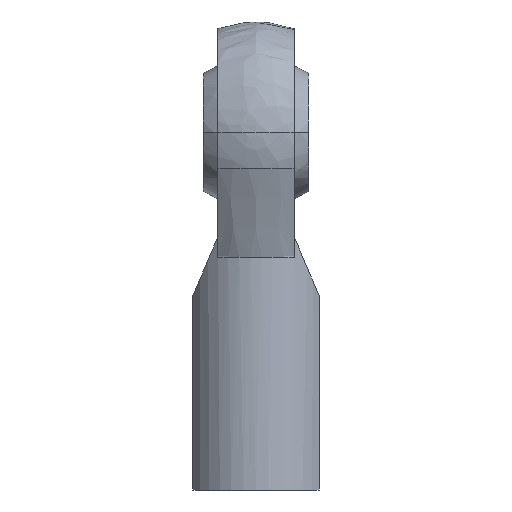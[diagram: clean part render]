
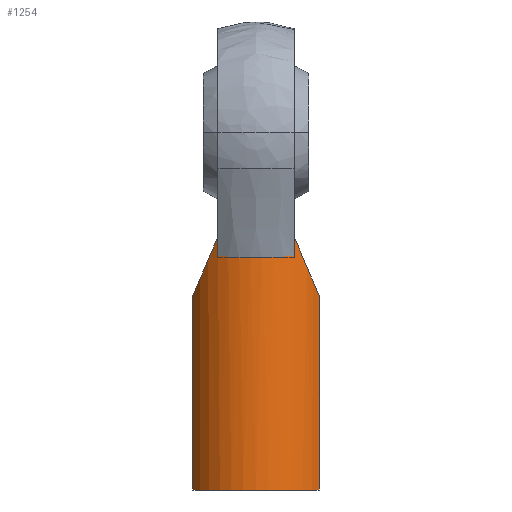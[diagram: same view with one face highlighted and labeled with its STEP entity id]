
A CAD part, left-side view. The second image highlights one B-rep face of the part: STEP entity #1254.
In plain terms, the highlighted cylindrical face has radius 11.113 mm (diameter 22.225 mm), a partial arc.
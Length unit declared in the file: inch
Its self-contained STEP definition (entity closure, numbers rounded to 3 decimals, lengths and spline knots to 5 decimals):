
#8 = EDGE_CURVE ( 'NONE', #1437, #1240, #1019, .T. ) ;
#66 = ORIENTED_EDGE ( 'NONE', *, *, #997, .F. ) ;
#164 = CARTESIAN_POINT ( 'NONE',  ( -0.28664, -0.33817, -0.88307 ) ) ;
#209 = CARTESIAN_POINT ( 'NONE',  ( -0.28664, 0.33817, -0.88307 ) ) ;
#267 = ORIENTED_EDGE ( 'NONE', *, *, #8, .F. ) ;
#270 = AXIS2_PLACEMENT_3D ( 'NONE', #1234, #1402, #953 ) ;
#300 = VERTEX_POINT ( 'NONE', #1306 ) ;
#317 = DIRECTION ( 'NONE',  ( 0., 0., -1. ) ) ;
#321 = ORIENTED_EDGE ( 'NONE', *, *, #640, .F. ) ;
#345 = CARTESIAN_POINT ( 'NONE',  ( -0.22535, -0.375, -2.125 ) ) ;
#351 = CARTESIAN_POINT ( 'NONE',  ( -0.3743, 0.2265, -0.62 ) ) ;
#387 = CARTESIAN_POINT ( 'NONE',  ( -0.22535, 0.375, -1.063 ) ) ;
#409 = DIRECTION ( 'NONE',  ( 0., 0., 1. ) ) ;
#441 = EDGE_LOOP ( 'NONE', ( #550, #1053, #66, #1171, #321, #267 ) ) ;
#477 = LINE ( 'NONE', #787, #1504 ) ;
#509 = CARTESIAN_POINT ( 'NONE',  ( -0.22535, 0.375, -0.96984 ) ) ;
#550 = ORIENTED_EDGE ( 'NONE', *, *, #1296, .F. ) ;
#559 = AXIS2_PLACEMENT_3D ( 'NONE', #924, #317, #1063 ) ;
#586 = CARTESIAN_POINT ( 'NONE',  ( -0.22535, -0.375, -0.96984 ) ) ;
#640 = EDGE_CURVE ( 'NONE', #1240, #300, #1628, .T. ) ;
#654 = CARTESIAN_POINT ( 'NONE',  ( -0.3743, 0.2265, -0.62 ) ) ;
#787 = CARTESIAN_POINT ( 'NONE',  ( -0.22535, -0.375, -1.063 ) ) ;
#850 = AXIS2_PLACEMENT_3D ( 'NONE', #863, #409, #1136 ) ;
#854 = VERTEX_POINT ( 'NONE', #1147 ) ;
#860 = DIRECTION ( 'NONE',  ( 0., 0., 1. ) ) ;
#863 = CARTESIAN_POINT ( 'NONE',  ( 0., 0., -0.62 ) ) ;
#912 = CARTESIAN_POINT ( 'NONE',  ( -0.22535, 0.375, -2.125 ) ) ;
#924 = CARTESIAN_POINT ( 'NONE',  ( 0., 0., -2.125 ) ) ;
#953 = DIRECTION ( 'NONE',  ( 1., 0., 0. ) ) ;
#967 = CYLINDRICAL_SURFACE ( 'NONE', #270, 0.4375 ) ;
#997 = EDGE_CURVE ( 'NONE', #854, #1055, #477, .T. ) ;
#1019 =( BOUNDED_CURVE ( )  B_SPLINE_CURVE ( 3, ( #509, #209, #1099, #654 ),
 .UNSPECIFIED., .F., .F. ) 
 B_SPLINE_CURVE_WITH_KNOTS ( ( 4, 4 ),
 ( 3.68269, 4.16821 ),
 .UNSPECIFIED. ) 
 CURVE ( )  GEOMETRIC_REPRESENTATION_ITEM ( )  RATIONAL_B_SPLINE_CURVE ( ( 1., 0.98, 0.98, 1. ) ) 
 REPRESENTATION_ITEM ( '' )  );
#1053 = ORIENTED_EDGE ( 'NONE', *, *, #1887, .F. ) ;
#1055 = VERTEX_POINT ( 'NONE', #345 ) ;
#1063 = DIRECTION ( 'NONE',  ( 1., 0., 0. ) ) ;
#1099 = CARTESIAN_POINT ( 'NONE',  ( -0.33728, 0.28768, -0.76413 ) ) ;
#1136 = DIRECTION ( 'NONE',  ( 1., 0., 0. ) ) ;
#1142 = CIRCLE ( 'NONE', #559, 0.4375 ) ;
#1147 = CARTESIAN_POINT ( 'NONE',  ( -0.22535, -0.375, -0.96984 ) ) ;
#1171 = ORIENTED_EDGE ( 'NONE', *, *, #1662, .F. ) ;
#1234 = CARTESIAN_POINT ( 'NONE',  ( 0., 0., -1.3725 ) ) ;
#1240 = VERTEX_POINT ( 'NONE', #351 ) ;
#1254 = ADVANCED_FACE ( 'NONE', ( #1575 ), #967, .T. ) ;
#1296 = EDGE_CURVE ( 'NONE', #1871, #1437, #1382, .T. ) ;
#1306 = CARTESIAN_POINT ( 'NONE',  ( -0.3743, -0.2265, -0.62 ) ) ;
#1307 =( BOUNDED_CURVE ( )  B_SPLINE_CURVE ( 3, ( #1612, #1632, #164, #586 ),
 .UNSPECIFIED., .F., .T. ) 
 B_SPLINE_CURVE_WITH_KNOTS ( ( 4, 4 ),
 ( 2.11497, 2.60049 ),
 .UNSPECIFIED. ) 
 CURVE ( )  GEOMETRIC_REPRESENTATION_ITEM ( )  RATIONAL_B_SPLINE_CURVE ( ( 1., 0.98, 0.98, 1. ) ) 
 REPRESENTATION_ITEM ( '' )  );
#1382 = LINE ( 'NONE', #387, #1683 ) ;
#1402 = DIRECTION ( 'NONE',  ( 0., 0., 1. ) ) ;
#1437 = VERTEX_POINT ( 'NONE', #1755 ) ;
#1504 = VECTOR ( 'NONE', #1509, 39.37008 ) ;
#1509 = DIRECTION ( 'NONE',  ( 0., 0., -1. ) ) ;
#1575 = FACE_OUTER_BOUND ( 'NONE', #441, .T. ) ;
#1612 = CARTESIAN_POINT ( 'NONE',  ( -0.3743, -0.2265, -0.62 ) ) ;
#1628 = CIRCLE ( 'NONE', #850, 0.4375 ) ;
#1632 = CARTESIAN_POINT ( 'NONE',  ( -0.33728, -0.28768, -0.76413 ) ) ;
#1662 = EDGE_CURVE ( 'NONE', #300, #854, #1307, .T. ) ;
#1683 = VECTOR ( 'NONE', #860, 39.37008 ) ;
#1755 = CARTESIAN_POINT ( 'NONE',  ( -0.22535, 0.375, -0.96984 ) ) ;
#1871 = VERTEX_POINT ( 'NONE', #912 ) ;
#1887 = EDGE_CURVE ( 'NONE', #1055, #1871, #1142, .T. ) ;
